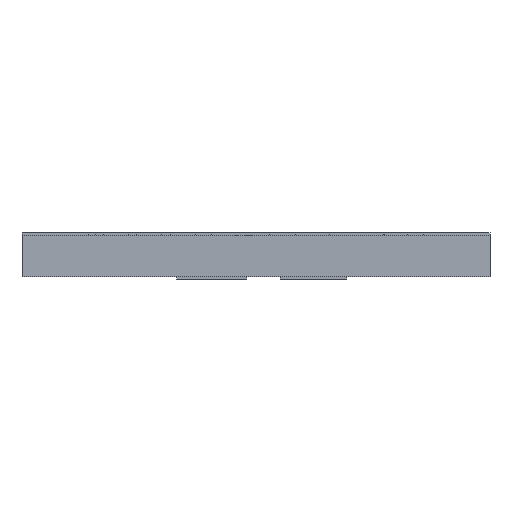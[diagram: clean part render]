
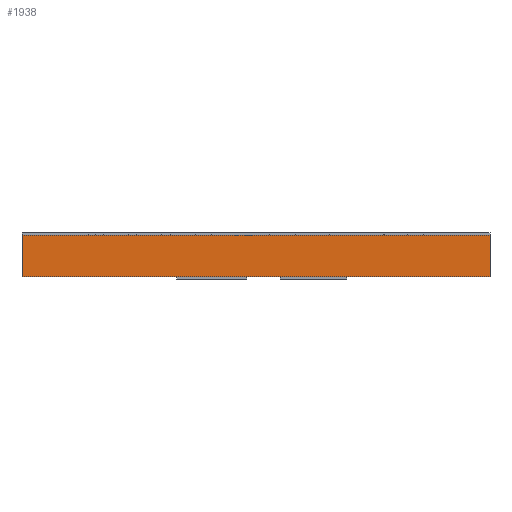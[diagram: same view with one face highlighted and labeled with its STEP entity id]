
A CAD part, left-side view. The second image highlights one B-rep face of the part: STEP entity #1938.
In plain terms, the highlighted planar face has unit normal (-1, 0, 0).
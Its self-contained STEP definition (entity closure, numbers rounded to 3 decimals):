
#190=PLANE('',#2254);
#294=FACE_OUTER_BOUND('',#398,.T.);
#398=EDGE_LOOP('',(#1487,#1488,#1489,#1490));
#564=LINE('',#3131,#740);
#572=LINE('',#3146,#748);
#573=LINE('',#3148,#749);
#574=LINE('',#3149,#750);
#740=VECTOR('',#2586,10.);
#748=VECTOR('',#2598,10.);
#749=VECTOR('',#2601,10.);
#750=VECTOR('',#2602,10.);
#1012=VERTEX_POINT('',#3128);
#1013=VERTEX_POINT('',#3130);
#1017=VERTEX_POINT('',#3142);
#1018=VERTEX_POINT('',#3144);
#1204=EDGE_CURVE('',#1012,#1013,#564,.T.);
#1212=EDGE_CURVE('',#1017,#1018,#572,.T.);
#1213=EDGE_CURVE('',#1012,#1017,#573,.T.);
#1214=EDGE_CURVE('',#1013,#1018,#574,.T.);
#1487=ORIENTED_EDGE('',*,*,#1213,.T.);
#1488=ORIENTED_EDGE('',*,*,#1212,.T.);
#1489=ORIENTED_EDGE('',*,*,#1214,.F.);
#1490=ORIENTED_EDGE('',*,*,#1204,.F.);
#1938=ADVANCED_FACE('',(#294),#190,.T.);
#2254=AXIS2_PLACEMENT_3D('',#3147,#2599,#2600);
#2586=DIRECTION('',(0.,0.,1.));
#2598=DIRECTION('',(0.,0.,1.));
#2599=DIRECTION('center_axis',(-1.,0.,0.));
#2600=DIRECTION('ref_axis',(0.,-1.,0.));
#2601=DIRECTION('',(0.,-1.,0.));
#2602=DIRECTION('',(0.,-1.,0.));
#3128=CARTESIAN_POINT('',(0.,17.78,0.));
#3130=CARTESIAN_POINT('',(0.,17.78,1.57));
#3131=CARTESIAN_POINT('',(0.,17.78,0.));
#3142=CARTESIAN_POINT('',(0.,0.,0.));
#3144=CARTESIAN_POINT('',(0.,0.,1.57));
#3146=CARTESIAN_POINT('',(0.,0.,0.));
#3147=CARTESIAN_POINT('Origin',(0.,17.78,0.));
#3148=CARTESIAN_POINT('',(0.,17.78,0.));
#3149=CARTESIAN_POINT('',(0.,17.78,1.57));
